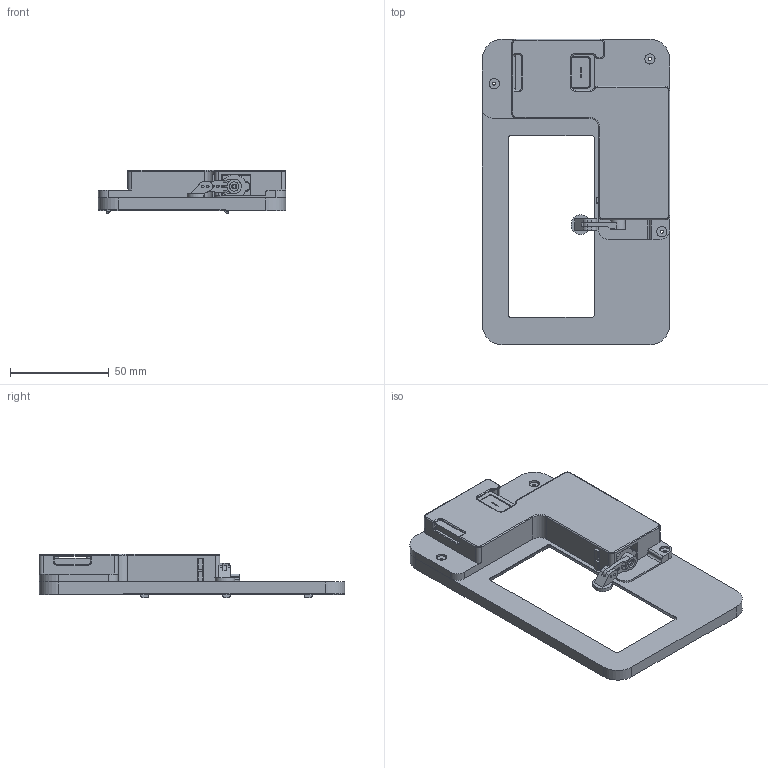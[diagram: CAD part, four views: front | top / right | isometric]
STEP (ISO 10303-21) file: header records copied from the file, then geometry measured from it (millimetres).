
FILE_DESCRIPTION(/* description */ (''),/* implementation_level */ '2;1');
FILE_NAME(/* name */ 'LightCoverForM5Capsule.step',/* time_stamp */ '2025-08-23T00:48:21+09:00',/* author */ (''),/* organization */ (''),/* preprocessor_version */ 'ST-DEVELOPER v20.1',/* originating_system */ 'Autodesk Translation Framework v14.10.0.0',/* authorisation */ '');
FILE_SCHEMA (('AUTOMOTIVE_DESIGN { 1 0 10303 214 3 1 1 }'));
Length unit declared in the file: millimetre
Products named in the file (4): 照明カバー; SG90arm; SG90_Model_A; M5Capsule
Assembly tree (3 placements, depth 2):
  照明カバー
    SG90arm
    SG90_Model_A
    M5Capsule
Bounding box: 95 x 155 x 22 mm (x, y, z)
Volume: 99518.1 mm3; surface area: 55066.6 mm2
Topology: 9 solids, 9 shells, 605 faces, 1614 edges, 1040 vertices
Faces by surface type: plane 362, cylinder 173, cone 28, torus 22, bspline 12, sphere 8
Full cylindrical faces by diameter (mm): 1.2 x3, 1.3 x4, 1.5 x8, 1.7 x3, 1.8 x1, 2.5 x1, 4.6 x1, 4.7 x2, 5.2 x3, 7.3 x1
Entity records: 19693 total; most frequent: CARTESIAN_POINT 4193, ORIENTED_EDGE 3224, DIRECTION 3165, EDGE_CURVE 1612, LINE 1139, VECTOR 1139, VERTEX_POINT 1040, AXIS2_PLACEMENT_3D 1013
